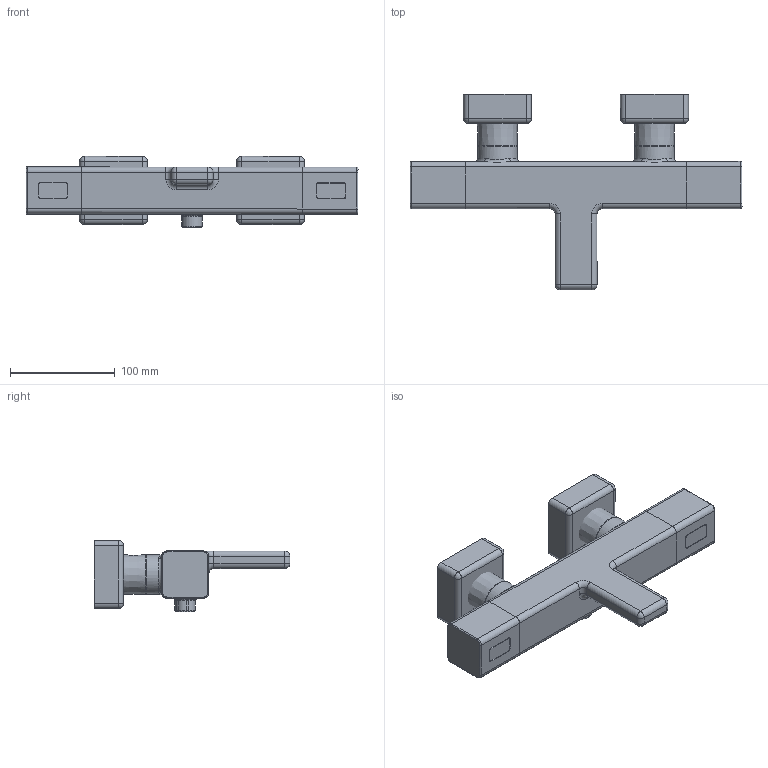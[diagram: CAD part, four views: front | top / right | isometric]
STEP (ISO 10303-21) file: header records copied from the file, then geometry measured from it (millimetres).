
FILE_DESCRIPTION(/* description */ (''),/* implementation_level */ '2;1');
FILE_NAME(/* name */ 'TVT000002000 komplette Beschriftung entfernen.step',/* time_stamp */ '2023-02-23T11:22:43+01:00',/* author */ (''),/* organization */ (''),/* preprocessor_version */ 'ST-DEVELOPER v19.2',/* originating_system */ 'Autodesk Translation Framework v11.17.0.187',/* authorisation */ '');
FILE_SCHEMA (('AUTOMOTIVE_DESIGN { 1 0 10303 214 3 1 1 }'));
Length unit declared in the file: millimetre
Products named in the file (7): (Nicht gespeichert); FATI1201; T031001-009; T031001-027; T021001-006; F091001-004; F091001-005
Assembly tree (10 placements, depth 2):
  (Nicht gespeichert)
    FATI1201
    T031001-009
    T031001-027  x2
    T021001-006  x2
    F091001-004  x2
    F091001-005  x2
Bounding box: 317.05 x 186.89 x 67.96 mm (x, y, z)
Volume: 1028612.8 mm3; surface area: 127733.6 mm2
Topology: 9 solids, 11 shells, 194 faces, 427 edges, 262 vertices
Faces by surface type: cylinder 77, plane 73, torus 20, sphere 12, bspline 7, cone 5
Full cylindrical faces by diameter (mm): 16.2 x1, 18 x1, 18.5 x2, 20.8 x1, 24 x1, 38 x2, 40 x2, 42 x2
Entity records: 6343 total; most frequent: CARTESIAN_POINT 2258, DIRECTION 903, ORIENTED_EDGE 750, EDGE_CURVE 376, AXIS2_PLACEMENT_3D 359, VERTEX_POINT 232, LINE 185, VECTOR 185
